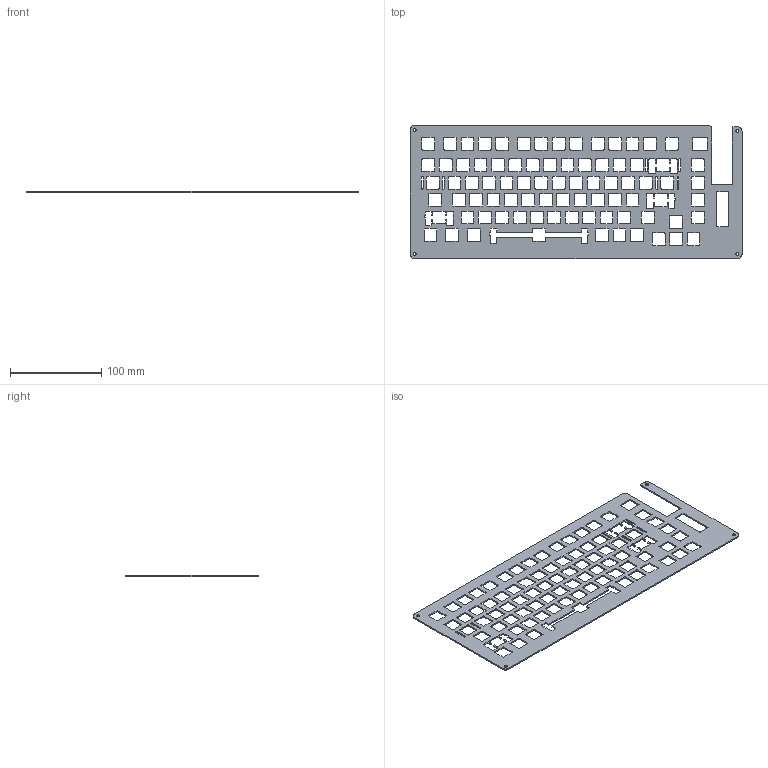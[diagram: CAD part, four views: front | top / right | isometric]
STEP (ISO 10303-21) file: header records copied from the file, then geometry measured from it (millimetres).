
FILE_DESCRIPTION(/* description */ (''),/* implementation_level */ '2;1');
FILE_NAME(/* name */ 'Plate.step',/* time_stamp */ '2025-07-13T19:33:42+05:00',/* author */ (''),/* organization */ (''),/* preprocessor_version */ 'ST-DEVELOPER v20.1',/* originating_system */ 'Autodesk Translation Framework v14.10.0.0',/* authorisation */ '');
FILE_SCHEMA (('AUTOMOTIVE_DESIGN { 1 0 10303 214 3 1 1 }','AP242_MANAGED_MODEL_BASED_3D_ENGINEERING_MIM_LF { 1 0 10303 442 3 1 4 }'));
Length unit declared in the file: millimetre
Products named in the file (1): kbplate
Bounding box: 363.89 x 146.05 x 1.5 mm (x, y, z)
Volume: 50041.3 mm3; surface area: 76509.7 mm2
Topology: 1 solids, 1 shells, 878 faces, 2628 edges, 1752 vertices
Faces by surface type: plane 476, cylinder 402
Full cylindrical faces by diameter (mm): 3.4 x4
Entity records: 30145 total; most frequent: CARTESIAN_POINT 5259, ORIENTED_EDGE 5256, DIRECTION 5190, EDGE_CURVE 2628, LINE 1824, VECTOR 1824, VERTEX_POINT 1752, AXIS2_PLACEMENT_3D 1683
